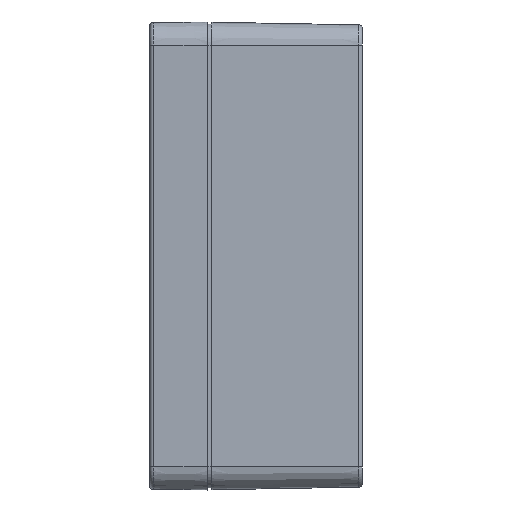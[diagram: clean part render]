
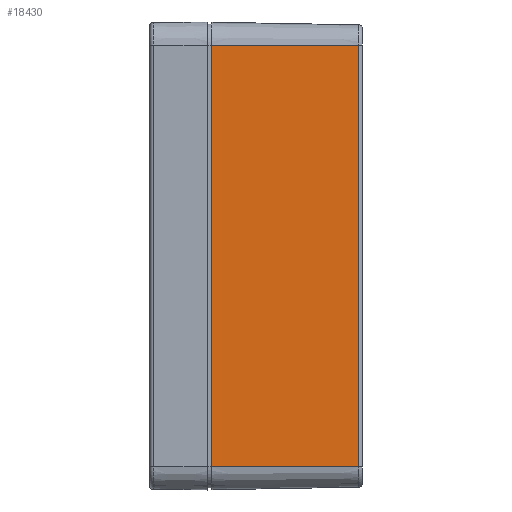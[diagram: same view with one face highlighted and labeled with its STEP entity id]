
A CAD part, left-side view. The second image highlights one B-rep face of the part: STEP entity #18430.
In plain terms, the highlighted planar face has unit normal (-1, -0.018, 0).
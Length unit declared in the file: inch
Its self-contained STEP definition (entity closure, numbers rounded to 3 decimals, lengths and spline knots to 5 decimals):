
#320 = LINE ( 'NONE', #321, #1507 ) ;
#321 = CARTESIAN_POINT ( 'NONE',  ( -3.3565, 0., 2.1435 ) ) ;
#322 = DIRECTION ( 'NONE',  ( -0.018, 1., 0. ) ) ;
#323 = LINE ( 'NONE', #324, #1511 ) ;
#324 = CARTESIAN_POINT ( 'NONE',  ( -3.3565, 0., -2.1435 ) ) ;
#328 = LINE ( 'NONE', #333, #1508 ) ;
#332 = DIRECTION ( 'NONE',  ( -0.018, 1., 0. ) ) ;
#333 = CARTESIAN_POINT ( 'NONE',  ( -3.32973, -1.49771, 2.1435 ) ) ;
#334 = DIRECTION ( 'NONE',  ( 0., 0., 1. ) ) ;
#335 = LINE ( 'NONE', #336, #1514 ) ;
#336 = CARTESIAN_POINT ( 'NONE',  ( -3.3565, 0., -2.1435 ) ) ;
#337 = DIRECTION ( 'NONE',  ( 0., 0., 1. ) ) ;
#1507 = VECTOR ( 'NONE', #322, 39.37008 ) ;
#1508 = VECTOR ( 'NONE', #334, 39.37008 ) ;
#1511 = VECTOR ( 'NONE', #332, 39.37008 ) ;
#1514 = VECTOR ( 'NONE', #337, 39.37008 ) ;
#1863 = AXIS2_PLACEMENT_3D ( 'NONE', #6833, #6838, #6839 ) ;
#3738 = CARTESIAN_POINT ( 'NONE',  ( -3.3565, 0., 2.1435 ) ) ;
#3744 = CARTESIAN_POINT ( 'NONE',  ( -3.32973, -1.49771, 2.1435 ) ) ;
#3761 = CARTESIAN_POINT ( 'NONE',  ( -3.3565, 0., -2.1435 ) ) ;
#3808 = CARTESIAN_POINT ( 'NONE',  ( -3.32973, -1.49771, -2.1435 ) ) ;
#6387 = VERTEX_POINT ( 'NONE', #3738 ) ;
#6393 = VERTEX_POINT ( 'NONE', #3744 ) ;
#6410 = VERTEX_POINT ( 'NONE', #3761 ) ;
#6457 = VERTEX_POINT ( 'NONE', #3808 ) ;
#6833 = CARTESIAN_POINT ( 'NONE',  ( -3.3565, 0., 0. ) ) ;
#6835 = FACE_OUTER_BOUND ( 'NONE', #12116, .T. ) ;
#6836 = PLANE ( 'NONE',  #1863 ) ;
#6838 = DIRECTION ( 'NONE',  ( -1., -0.018, 0. ) ) ;
#6839 = DIRECTION ( 'NONE',  ( 0.018, -1., 0. ) ) ;
#12116 = EDGE_LOOP ( 'NONE', ( #19697, #19706, #19690, #19740 ) ) ;
#18133 = EDGE_CURVE ( 'NONE', #6393, #6387, #320, .T. ) ;
#18136 = EDGE_CURVE ( 'NONE', #6457, #6410, #323, .T. ) ;
#18137 = EDGE_CURVE ( 'NONE', #6457, #6393, #328, .T. ) ;
#18138 = EDGE_CURVE ( 'NONE', #6410, #6387, #335, .T. ) ;
#18430 = ADVANCED_FACE ( 'NONE', ( #6835 ), #6836, .T. ) ;
#19690 = ORIENTED_EDGE ( 'NONE', *, *, #18133, .T. ) ;
#19697 = ORIENTED_EDGE ( 'NONE', *, *, #18136, .F. ) ;
#19706 = ORIENTED_EDGE ( 'NONE', *, *, #18137, .T. ) ;
#19740 = ORIENTED_EDGE ( 'NONE', *, *, #18138, .F. ) ;
